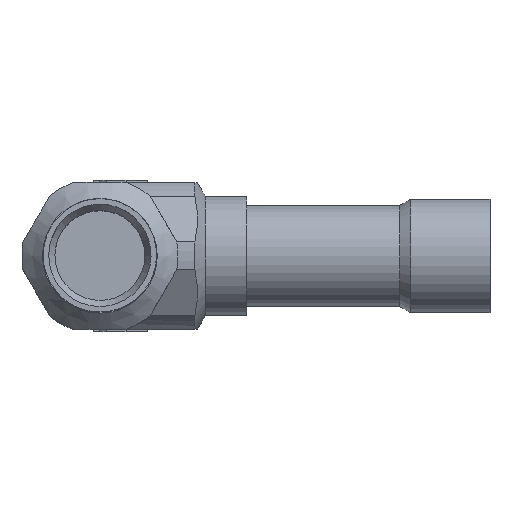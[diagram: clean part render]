
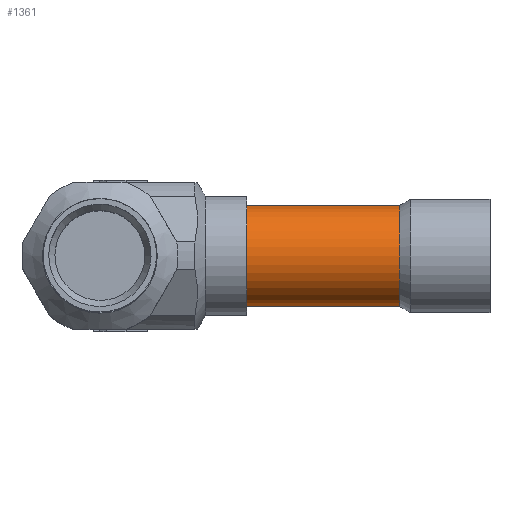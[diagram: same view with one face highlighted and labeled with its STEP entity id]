
A CAD part, top view. The second image highlights one B-rep face of the part: STEP entity #1361.
In plain terms, the highlighted cylindrical face has radius 11 mm (diameter 22 mm), a full revolution.
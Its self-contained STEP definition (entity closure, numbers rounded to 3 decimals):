
#111=FACE_OUTER_BOUND('',#191,.T.);
#191=EDGE_LOOP('',(#948,#949,#950,#951,#952,#953));
#274=LINE('',#2079,#385);
#385=VECTOR('',#1665,11.);
#506=CIRCLE('',#1477,11.);
#507=CIRCLE('',#1478,11.);
#508=CIRCLE('',#1479,11.);
#509=CIRCLE('',#1480,11.);
#575=VERTEX_POINT('',#2075);
#576=VERTEX_POINT('',#2076);
#577=VERTEX_POINT('',#2078);
#578=VERTEX_POINT('',#2080);
#720=EDGE_CURVE('',#575,#576,#506,.T.);
#721=EDGE_CURVE('',#576,#577,#274,.T.);
#722=EDGE_CURVE('',#577,#578,#507,.T.);
#723=EDGE_CURVE('',#578,#577,#508,.T.);
#724=EDGE_CURVE('',#576,#575,#509,.T.);
#948=ORIENTED_EDGE('',*,*,#720,.T.);
#949=ORIENTED_EDGE('',*,*,#721,.T.);
#950=ORIENTED_EDGE('',*,*,#722,.T.);
#951=ORIENTED_EDGE('',*,*,#723,.T.);
#952=ORIENTED_EDGE('',*,*,#721,.F.);
#953=ORIENTED_EDGE('',*,*,#724,.T.);
#1332=CYLINDRICAL_SURFACE('',#1476,11.);
#1361=ADVANCED_FACE('',(#111),#1332,.T.);
#1476=AXIS2_PLACEMENT_3D('',#2074,#1661,#1662);
#1477=AXIS2_PLACEMENT_3D('',#2077,#1663,#1664);
#1478=AXIS2_PLACEMENT_3D('',#2081,#1666,#1667);
#1479=AXIS2_PLACEMENT_3D('',#2082,#1668,#1669);
#1480=AXIS2_PLACEMENT_3D('',#2083,#1670,#1671);
#1661=DIRECTION('center_axis',(-1.,0.,0.));
#1662=DIRECTION('ref_axis',(0.,0.,
-1.));
#1663=DIRECTION('center_axis',(1.,0.,0.));
#1664=DIRECTION('ref_axis',(0.,0.,-1.));
#1665=DIRECTION('',(1.,0.,0.));
#1666=DIRECTION('center_axis',(-1.,0.,0.));
#1667=DIRECTION('ref_axis',(0.,0.,
-1.));
#1668=DIRECTION('center_axis',(-1.,0.,0.));
#1669=DIRECTION('ref_axis',(0.,0.,
-1.));
#1670=DIRECTION('center_axis',(1.,0.,0.));
#1671=DIRECTION('ref_axis',(0.,0.,-1.));
#2074=CARTESIAN_POINT('Origin',(7.994,3.57,89.95));
#2075=CARTESIAN_POINT('',(12.994,3.57,78.95));
#2076=CARTESIAN_POINT('',(12.994,3.57,100.95));
#2077=CARTESIAN_POINT('Origin',(12.994,3.57,89.95));
#2078=CARTESIAN_POINT('',(46.334,3.57,100.95));
#2079=CARTESIAN_POINT('',(7.994,3.57,100.95));
#2080=CARTESIAN_POINT('',(46.334,3.57,78.95));
#2081=CARTESIAN_POINT('Origin',(46.334,3.57,89.95));
#2082=CARTESIAN_POINT('Origin',(46.334,3.57,89.95));
#2083=CARTESIAN_POINT('Origin',(12.994,3.57,89.95));
